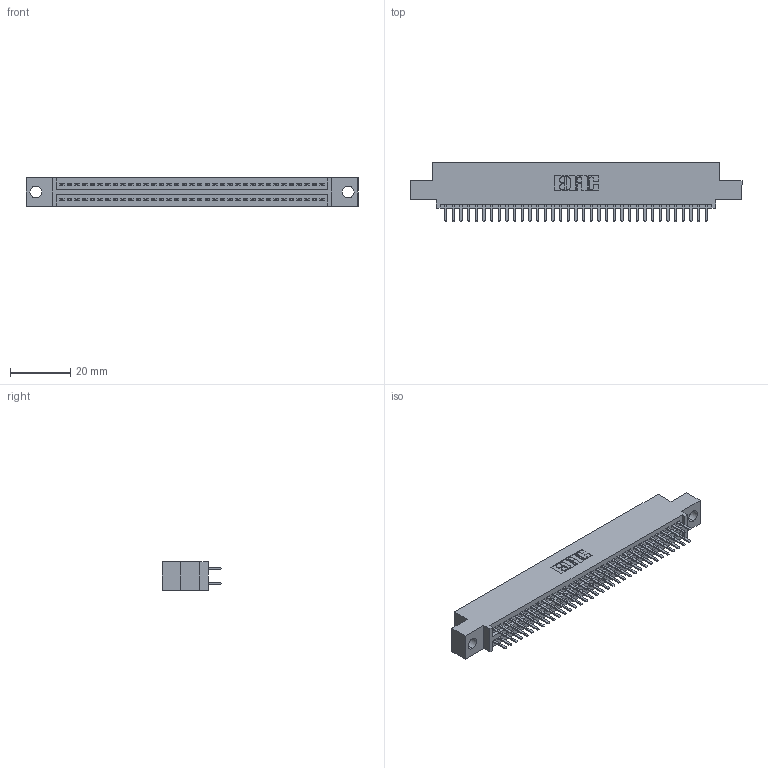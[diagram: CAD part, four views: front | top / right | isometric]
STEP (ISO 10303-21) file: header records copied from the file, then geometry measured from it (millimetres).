
FILE_DESCRIPTION (( 'STEP AP203' ), '1' );
FILE_NAME ('345-070-520-504.STEP', '2021-05-20T08:07:41', ( '' ), ( '' ), 'SwSTEP 2.0', 'SolidWorks 2020', '' );
FILE_SCHEMA (( 'CONFIG_CONTROL_DESIGN' ));
Length unit declared in the file: inch
Products named in the file (3): 345-070-520-504; 345-292-001_345-293-120; 345 Part_0.110 Offset - 0.156 Dia-TI
Assembly tree (71 placements, depth 2):
  345-070-520-504
    345 Part_0.110 Offset - 0.156 Dia-TI
    345-292-001_345-293-120  x70
Bounding box: 110.11 x 19.68 x 9.4 mm (x, y, z)
Volume: 10421 mm3; surface area: 15147.4 mm2
Topology: 71 solids, 71 shells, 3924 faces, 11379 edges, 7398 vertices
Faces by surface type: plane 2548, cylinder 1376
Entity records: 29069 total; most frequent: CARTESIAN_POINT 4898, ORIENTED_EDGE 4818, DIRECTION 4313, EDGE_CURVE 2409, VECTOR 2133, LINE 2133, VERTEX_POINT 1602, AXIS2_PLACEMENT_3D 1090
